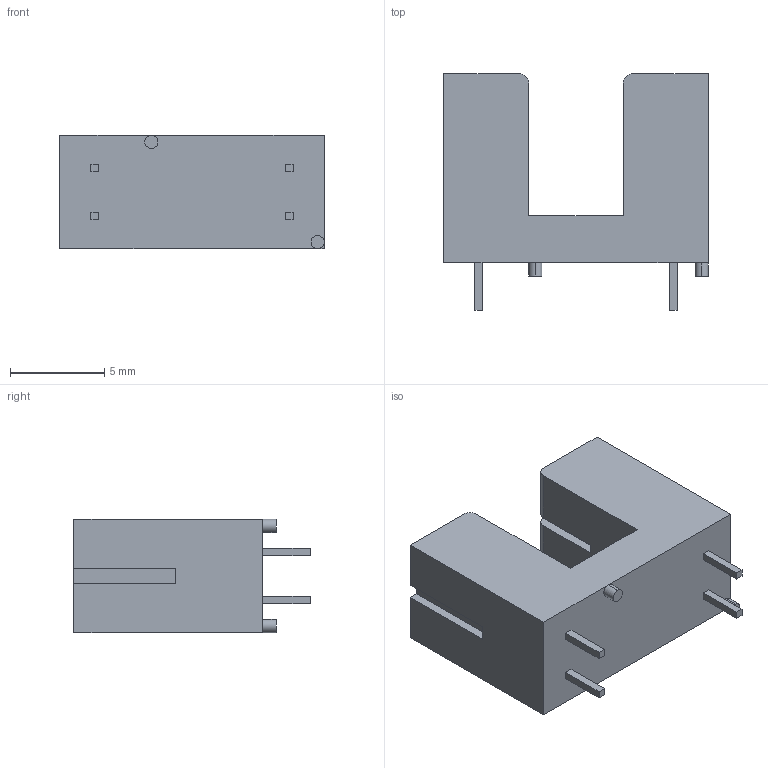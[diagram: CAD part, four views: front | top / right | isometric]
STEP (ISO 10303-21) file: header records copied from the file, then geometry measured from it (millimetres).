
FILE_DESCRIPTION (( 'STEP AP214' ), '1' );
FILE_NAME ('ITR9606.STEP', '2019-12-04T09:21:28', ( 'Elessar' ), ( '' ), 'SwSTEP 2.0', 'SolidWorks 2018', '' );
FILE_SCHEMA (( 'AUTOMOTIVE_DESIGN' ));
Length unit declared in the file: millimetre
Products named in the file (1): ITR9606
Bounding box: 14 x 12.5 x 6 mm (x, y, z)
Volume: 610.2 mm3; surface area: 618.1 mm2
Topology: 1 solids, 1 shells, 57 faces, 144 edges, 93 vertices
Faces by surface type: plane 49, cylinder 8
Entity records: 2344 total; most frequent: CARTESIAN_POINT 295, ORIENTED_EDGE 288, DIRECTION 277, EDGE_CURVE 144, VECTOR 127, LINE 127, VERTEX_POINT 93, AXIS2_PLACEMENT_3D 75
